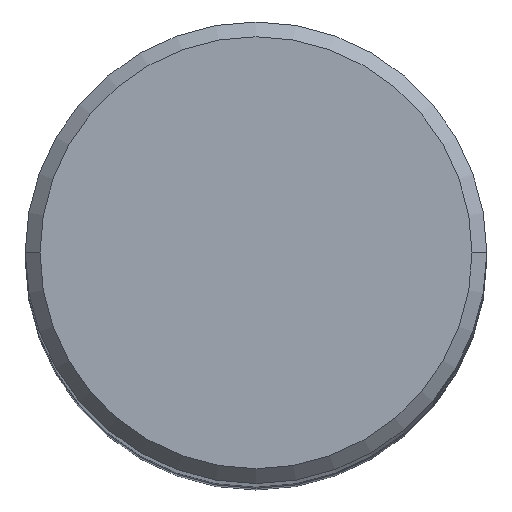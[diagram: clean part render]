
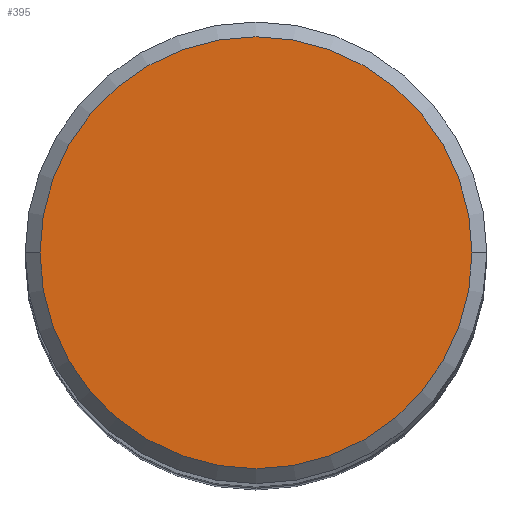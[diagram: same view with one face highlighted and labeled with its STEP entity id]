
A CAD part, top view. The second image highlights one B-rep face of the part: STEP entity #395.
In plain terms, the highlighted planar face has unit normal (0, 0, 1).
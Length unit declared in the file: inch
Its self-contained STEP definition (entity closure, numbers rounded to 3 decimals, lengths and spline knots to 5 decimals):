
#58 = ORIENTED_EDGE ( 'NONE', *, *, #430, .T. ) ;
#74 = FACE_OUTER_BOUND ( 'NONE', #216, .T. ) ;
#89 = EDGE_CURVE ( 'NONE', #416, #202, #401, .T. ) ;
#107 = ORIENTED_EDGE ( 'NONE', *, *, #89, .T. ) ;
#118 = AXIS2_PLACEMENT_3D ( 'NONE', #191, #375, #340 ) ;
#158 = AXIS2_PLACEMENT_3D ( 'NONE', #399, #178, #364 ) ;
#178 = DIRECTION ( 'NONE',  ( 0., 0., 1. ) ) ;
#179 = CIRCLE ( 'NONE', #158, 0.2925 ) ;
#191 = CARTESIAN_POINT ( 'NONE',  ( 0., 0.2925, 0. ) ) ;
#202 = VERTEX_POINT ( 'NONE', #434 ) ;
#216 = EDGE_LOOP ( 'NONE', ( #58, #107 ) ) ;
#223 = CARTESIAN_POINT ( 'NONE',  ( 0., 0., 0. ) ) ;
#306 = PLANE ( 'NONE',  #118 ) ;
#316 = AXIS2_PLACEMENT_3D ( 'NONE', #223, #457, #448 ) ;
#340 = DIRECTION ( 'NONE',  ( -1., 0., 0. ) ) ;
#364 = DIRECTION ( 'NONE',  ( 1., 0., 0. ) ) ;
#375 = DIRECTION ( 'NONE',  ( 0., 0., -1. ) ) ;
#395 = ADVANCED_FACE ( 'NONE', ( #74 ), #306, .F. ) ;
#399 = CARTESIAN_POINT ( 'NONE',  ( 0., 0., 0. ) ) ;
#401 = CIRCLE ( 'NONE', #316, 0.2925 ) ;
#416 = VERTEX_POINT ( 'NONE', #446 ) ;
#430 = EDGE_CURVE ( 'NONE', #202, #416, #179, .T. ) ;
#434 = CARTESIAN_POINT ( 'NONE',  ( -0.2925, 0., 0. ) ) ;
#446 = CARTESIAN_POINT ( 'NONE',  ( 0.2925, 0., 0. ) ) ;
#448 = DIRECTION ( 'NONE',  ( 1., 0., 0. ) ) ;
#457 = DIRECTION ( 'NONE',  ( 0., 0., 1. ) ) ;
